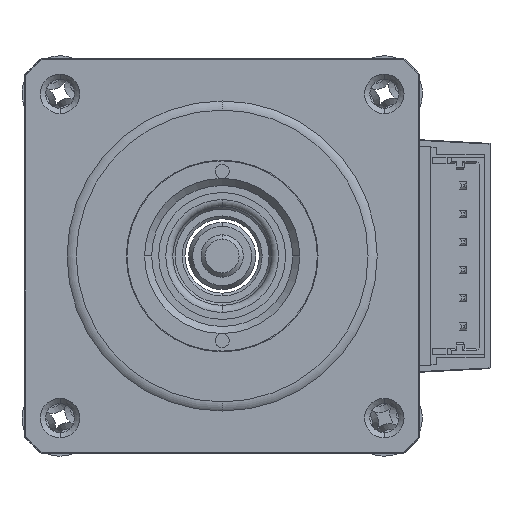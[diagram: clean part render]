
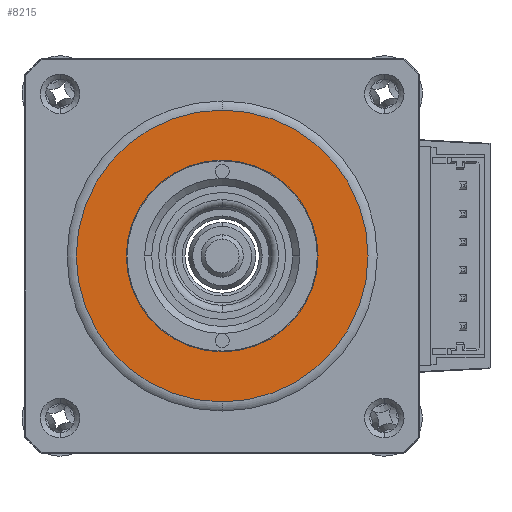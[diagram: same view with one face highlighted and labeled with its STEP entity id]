
A CAD part, left-side view. The second image highlights one B-rep face of the part: STEP entity #8215.
In plain terms, the highlighted planar face has unit normal (-1, 0, 0).
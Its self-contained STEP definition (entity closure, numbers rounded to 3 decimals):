
#552 = FACE_OUTER_BOUND ( 'NONE', #8353, .T. ) ;
#804 = DIRECTION ( 'NONE',  ( -1., 0., 0. ) ) ;
#865 = EDGE_CURVE ( 'NONE', #7552, #4990, #5168, .T. ) ;
#1164 = CARTESIAN_POINT ( 'NONE',  ( -17.25, -0.053, 0. ) ) ;
#1591 = AXIS2_PLACEMENT_3D ( 'NONE', #4586, #804, #10678 ) ;
#2179 = EDGE_CURVE ( 'NONE', #7322, #3874, #4478, .T. ) ;
#2920 = CARTESIAN_POINT ( 'NONE',  ( -17.25, 0., 0. ) ) ;
#2928 = CARTESIAN_POINT ( 'NONE',  ( -17.25, 0., 0. ) ) ;
#2942 = CIRCLE ( 'NONE', #7014, 6.75 ) ;
#2994 = DIRECTION ( 'NONE',  ( 1., 0., 0. ) ) ;
#3195 = AXIS2_PLACEMENT_3D ( 'NONE', #1164, #2994, #9303 ) ;
#3197 = EDGE_CURVE ( 'NONE', #4990, #7552, #10151, .T. ) ;
#3738 = CARTESIAN_POINT ( 'NONE',  ( -17.25, 0., 0. ) ) ;
#3848 = DIRECTION ( 'NONE',  ( 0., 0., -1. ) ) ;
#3858 = DIRECTION ( 'NONE',  ( 0., 0., -1. ) ) ;
#3874 = VERTEX_POINT ( 'NONE', #8935 ) ;
#4478 = CIRCLE ( 'NONE', #11016, 6.75 ) ;
#4586 = CARTESIAN_POINT ( 'NONE',  ( -17.25, 0., 0. ) ) ;
#4663 = DIRECTION ( 'NONE',  ( 0., 0., -1. ) ) ;
#4990 = VERTEX_POINT ( 'NONE', #5167 ) ;
#5167 = CARTESIAN_POINT ( 'NONE',  ( -17.25, 0., -10.35 ) ) ;
#5168 = CIRCLE ( 'NONE', #1591, 10.35 ) ;
#5821 = CARTESIAN_POINT ( 'NONE',  ( -17.25, 0., -6.75 ) ) ;
#6415 = ORIENTED_EDGE ( 'NONE', *, *, #3197, .T. ) ;
#6650 = FACE_BOUND ( 'NONE', #6933, .T. ) ;
#6933 = EDGE_LOOP ( 'NONE', ( #10429, #8633 ) ) ;
#7014 = AXIS2_PLACEMENT_3D ( 'NONE', #2928, #9247, #3858 ) ;
#7322 = VERTEX_POINT ( 'NONE', #5821 ) ;
#7432 = EDGE_CURVE ( 'NONE', #3874, #7322, #2942, .T. ) ;
#7552 = VERTEX_POINT ( 'NONE', #7620 ) ;
#7620 = CARTESIAN_POINT ( 'NONE',  ( -17.25, 0., 10.35 ) ) ;
#8215 = ADVANCED_FACE ( 'NONE', ( #6650, #552 ), #9257, .F. ) ;
#8353 = EDGE_LOOP ( 'NONE', ( #6415, #10982 ) ) ;
#8464 = AXIS2_PLACEMENT_3D ( 'NONE', #2920, #9237, #3848 ) ;
#8633 = ORIENTED_EDGE ( 'NONE', *, *, #7432, .T. ) ;
#8935 = CARTESIAN_POINT ( 'NONE',  ( -17.25, 0., 6.75 ) ) ;
#9237 = DIRECTION ( 'NONE',  ( -1., 0., 0. ) ) ;
#9247 = DIRECTION ( 'NONE',  ( 1., 0., 0. ) ) ;
#9257 = PLANE ( 'NONE',  #3195 ) ;
#9303 = DIRECTION ( 'NONE',  ( 0., 0., -1. ) ) ;
#10051 = DIRECTION ( 'NONE',  ( 1., 0., 0. ) ) ;
#10151 = CIRCLE ( 'NONE', #8464, 10.35 ) ;
#10429 = ORIENTED_EDGE ( 'NONE', *, *, #2179, .T. ) ;
#10678 = DIRECTION ( 'NONE',  ( 0., 0., -1. ) ) ;
#10982 = ORIENTED_EDGE ( 'NONE', *, *, #865, .T. ) ;
#11016 = AXIS2_PLACEMENT_3D ( 'NONE', #3738, #10051, #4663 ) ;
